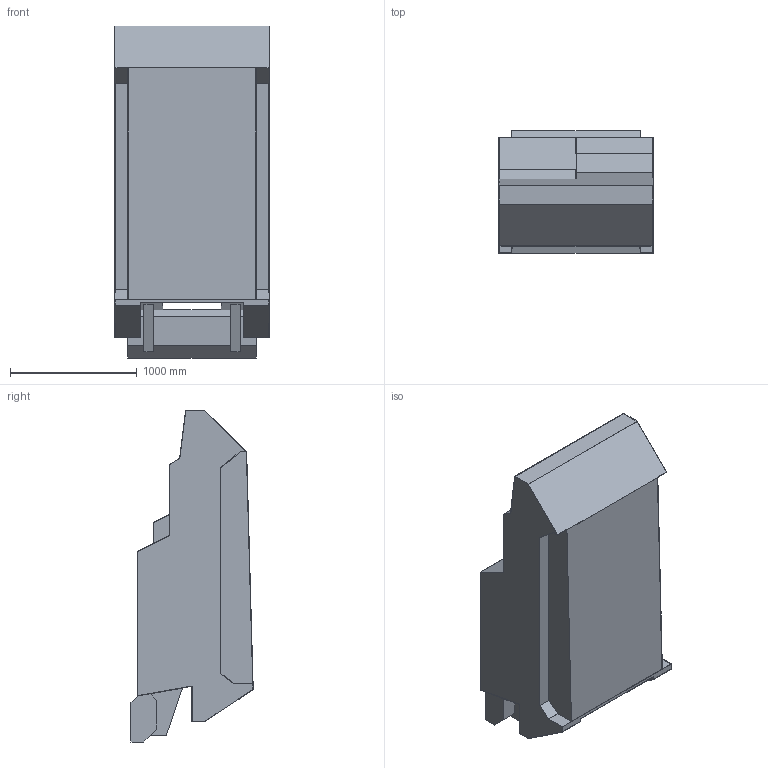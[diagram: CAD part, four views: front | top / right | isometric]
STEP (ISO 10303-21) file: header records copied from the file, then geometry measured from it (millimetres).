
FILE_DESCRIPTION (( 'STEP AP203' ), '1' );
FILE_NAME ('ACSV Soapbox Shell 2.0.STEP', '2024-05-08T03:05:28', ( '' ), ( '' ), 'SwSTEP 2.0', 'SolidWorks 2020', '' );
FILE_SCHEMA (( 'CONFIG_CONTROL_DESIGN' ));
Length unit declared in the file: inch
Products named in the file (1): ACSV Soapbox Shell 2.0
Bounding box: 1219.2 x 965.2 x 2623.62 mm (x, y, z)
Volume: 102579572.9 mm3; surface area: 21571714.3 mm2
Topology: 1 solids, 1 shells, 113 faces, 323 edges, 210 vertices
Faces by surface type: plane 113
Entity records: 3676 total; most frequent: CARTESIAN_POINT 647, ORIENTED_EDGE 646, DIRECTION 551, EDGE_CURVE 323, LINE 323, VECTOR 323, VERTEX_POINT 210, EDGE_LOOP 115
